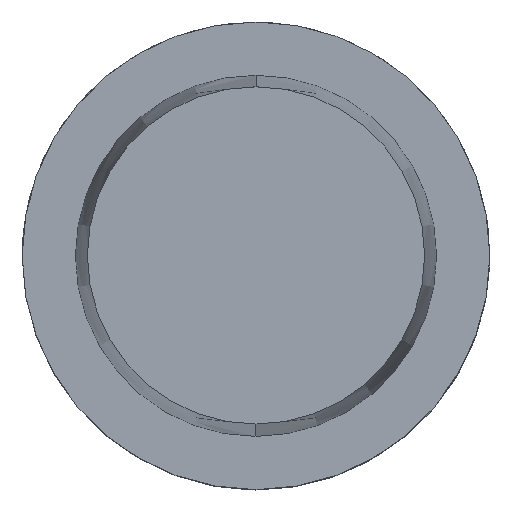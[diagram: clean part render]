
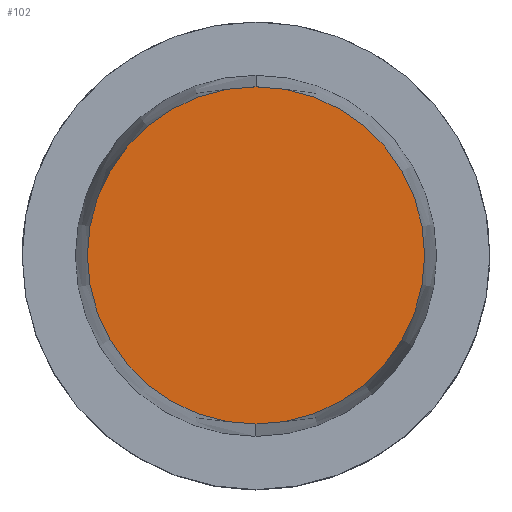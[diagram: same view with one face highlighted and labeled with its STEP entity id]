
A CAD part, top view. The second image highlights one B-rep face of the part: STEP entity #102.
In plain terms, the highlighted planar face has unit normal (0, 0, 1).
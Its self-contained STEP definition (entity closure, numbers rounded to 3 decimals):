
#50=FACE_OUTER_BOUND('',#161,.T.);
#102=ADVANCED_FACE('',(#50),#110,.F.);
#110=PLANE('',#399);
#161=EDGE_LOOP('',(#228,#229));
#228=ORIENTED_EDGE('',*,*,#301,.T.);
#229=ORIENTED_EDGE('',*,*,#302,.T.);
#266=VERTEX_POINT('',#596);
#267=VERTEX_POINT('',#597);
#301=EDGE_CURVE('',#266,#267,#329,.T.);
#302=EDGE_CURVE('',#267,#266,#330,.T.);
#329=CIRCLE('',#397,22.717);
#330=CIRCLE('',#398,22.717);
#397=AXIS2_PLACEMENT_3D('',#595,#501,#502);
#398=AXIS2_PLACEMENT_3D('',#598,#503,#504);
#399=AXIS2_PLACEMENT_3D('',#599,#505,#506);
#501=DIRECTION('',(0.,0.,1.));
#502=DIRECTION('',(-1.,0.,0.));
#503=DIRECTION('',(0.,0.,1.));
#504=DIRECTION('',(-1.,0.,0.));
#505=DIRECTION('',(0.,0.,-1.));
#506=DIRECTION('',(0.,-1.,0.));
#595=CARTESIAN_POINT('',(0.,0.,32.));
#596=CARTESIAN_POINT('',(0.,-22.717,32.));
#597=CARTESIAN_POINT('',(0.,22.717,32.));
#598=CARTESIAN_POINT('',(0.,0.,32.));
#599=CARTESIAN_POINT('',(0.,0.,32.));
